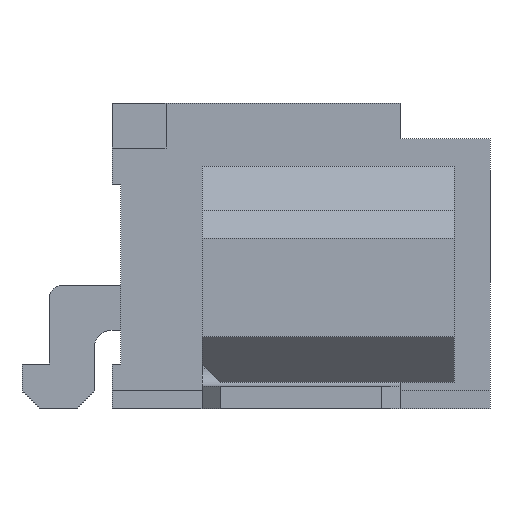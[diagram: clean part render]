
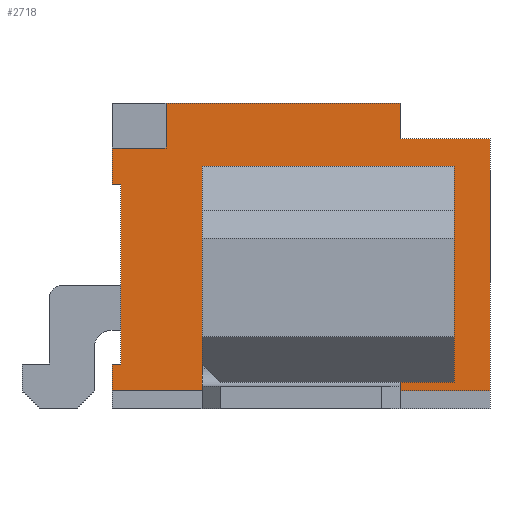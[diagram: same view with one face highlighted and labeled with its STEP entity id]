
A CAD part, left-side view. The second image highlights one B-rep face of the part: STEP entity #2718.
In plain terms, the highlighted planar face has unit normal (-1, 0, 0).
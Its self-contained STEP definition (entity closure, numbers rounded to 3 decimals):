
#270 = VERTEX_POINT('',#271);
#271 = CARTESIAN_POINT('',(-3.375,1.575,0.5));
#277 = EDGE_CURVE('',#278,#270,#280,.T.);
#278 = VERTEX_POINT('',#279);
#279 = CARTESIAN_POINT('',(-3.375,1.575,0.2));
#280 = LINE('',#281,#282);
#281 = CARTESIAN_POINT('',(-3.375,1.575,0.2));
#282 = VECTOR('',#283,1.);
#283 = DIRECTION('',(0.,0.,1.));
#509 = VERTEX_POINT('',#510);
#510 = CARTESIAN_POINT('',(-3.375,1.575,2.9));
#516 = EDGE_CURVE('',#517,#509,#519,.T.);
#517 = VERTEX_POINT('',#518);
#518 = CARTESIAN_POINT('',(-3.375,1.575,2.5));
#519 = LINE('',#520,#521);
#520 = CARTESIAN_POINT('',(-3.375,1.575,2.5));
#521 = VECTOR('',#522,1.);
#522 = DIRECTION('',(0.,0.,1.));
#555 = VERTEX_POINT('',#556);
#556 = CARTESIAN_POINT('',(-3.375,1.475,0.5));
#562 = EDGE_CURVE('',#270,#555,#563,.T.);
#563 = LINE('',#564,#565);
#564 = CARTESIAN_POINT('',(-3.375,1.575,0.5));
#565 = VECTOR('',#566,1.);
#566 = DIRECTION('',(0.,-1.,0.));
#844 = VERTEX_POINT('',#845);
#845 = CARTESIAN_POINT('',(-3.375,0.575,0.3));
#851 = EDGE_CURVE('',#844,#852,#854,.T.);
#852 = VERTEX_POINT('',#853);
#853 = CARTESIAN_POINT('',(-3.375,0.575,2.7));
#854 = LINE('',#855,#856);
#855 = CARTESIAN_POINT('',(-3.375,0.575,0.3));
#856 = VECTOR('',#857,1.);
#857 = DIRECTION('',(0.,0.,1.));
#2611 = EDGE_CURVE('',#2612,#2614,#2616,.T.);
#2612 = VERTEX_POINT('',#2613);
#2613 = CARTESIAN_POINT('',(-3.375,-2.225,0.3));
#2614 = VERTEX_POINT('',#2615);
#2615 = CARTESIAN_POINT('',(-3.375,-2.225,2.7));
#2616 = LINE('',#2617,#2618);
#2617 = CARTESIAN_POINT('',(-3.375,-2.225,0.3));
#2618 = VECTOR('',#2619,1.);
#2619 = DIRECTION('',(0.,0.,1.));
#2718 = ADVANCED_FACE('',(#2719,#2792),#2808,.T.);
#2719 = FACE_BOUND('',#2720,.F.);
#2720 = EDGE_LOOP('',(#2721,#2729,#2737,#2745,#2753,#2761,#2769,#2775,
    #2776,#2777,#2785,#2791));
#2721 = ORIENTED_EDGE('',*,*,#2722,.T.);
#2722 = EDGE_CURVE('',#509,#2723,#2725,.T.);
#2723 = VERTEX_POINT('',#2724);
#2724 = CARTESIAN_POINT('',(-3.375,0.975,2.9));
#2725 = LINE('',#2726,#2727);
#2726 = CARTESIAN_POINT('',(-3.375,1.575,2.9));
#2727 = VECTOR('',#2728,1.);
#2728 = DIRECTION('',(0.,-1.,0.));
#2729 = ORIENTED_EDGE('',*,*,#2730,.F.);
#2730 = EDGE_CURVE('',#2731,#2723,#2733,.T.);
#2731 = VERTEX_POINT('',#2732);
#2732 = CARTESIAN_POINT('',(-3.375,0.975,3.4));
#2733 = LINE('',#2734,#2735);
#2734 = CARTESIAN_POINT('',(-3.375,0.975,3.4));
#2735 = VECTOR('',#2736,1.);
#2736 = DIRECTION('',(0.,0.,-1.));
#2737 = ORIENTED_EDGE('',*,*,#2738,.T.);
#2738 = EDGE_CURVE('',#2731,#2739,#2741,.T.);
#2739 = VERTEX_POINT('',#2740);
#2740 = CARTESIAN_POINT('',(-3.375,-1.625,3.4));
#2741 = LINE('',#2742,#2743);
#2742 = CARTESIAN_POINT('',(-3.375,0.975,3.4));
#2743 = VECTOR('',#2744,1.);
#2744 = DIRECTION('',(0.,-1.,0.));
#2745 = ORIENTED_EDGE('',*,*,#2746,.T.);
#2746 = EDGE_CURVE('',#2739,#2747,#2749,.T.);
#2747 = VERTEX_POINT('',#2748);
#2748 = CARTESIAN_POINT('',(-3.375,-1.625,3.));
#2749 = LINE('',#2750,#2751);
#2750 = CARTESIAN_POINT('',(-3.375,-1.625,3.4));
#2751 = VECTOR('',#2752,1.);
#2752 = DIRECTION('',(0.,0.,-1.));
#2753 = ORIENTED_EDGE('',*,*,#2754,.F.);
#2754 = EDGE_CURVE('',#2755,#2747,#2757,.T.);
#2755 = VERTEX_POINT('',#2756);
#2756 = CARTESIAN_POINT('',(-3.375,-2.625,3.));
#2757 = LINE('',#2758,#2759);
#2758 = CARTESIAN_POINT('',(-3.375,-2.625,3.));
#2759 = VECTOR('',#2760,1.);
#2760 = DIRECTION('',(0.,1.,0.));
#2761 = ORIENTED_EDGE('',*,*,#2762,.F.);
#2762 = EDGE_CURVE('',#2763,#2755,#2765,.T.);
#2763 = VERTEX_POINT('',#2764);
#2764 = CARTESIAN_POINT('',(-3.375,-2.625,0.2));
#2765 = LINE('',#2766,#2767);
#2766 = CARTESIAN_POINT('',(-3.375,-2.625,0.2));
#2767 = VECTOR('',#2768,1.);
#2768 = DIRECTION('',(0.,0.,1.));
#2769 = ORIENTED_EDGE('',*,*,#2770,.F.);
#2770 = EDGE_CURVE('',#278,#2763,#2771,.T.);
#2771 = LINE('',#2772,#2773);
#2772 = CARTESIAN_POINT('',(-3.375,1.575,0.2));
#2773 = VECTOR('',#2774,1.);
#2774 = DIRECTION('',(0.,-1.,0.));
#2775 = ORIENTED_EDGE('',*,*,#277,.T.);
#2776 = ORIENTED_EDGE('',*,*,#562,.T.);
#2777 = ORIENTED_EDGE('',*,*,#2778,.T.);
#2778 = EDGE_CURVE('',#555,#2779,#2781,.T.);
#2779 = VERTEX_POINT('',#2780);
#2780 = CARTESIAN_POINT('',(-3.375,1.475,2.5));
#2781 = LINE('',#2782,#2783);
#2782 = CARTESIAN_POINT('',(-3.375,1.475,0.5));
#2783 = VECTOR('',#2784,1.);
#2784 = DIRECTION('',(0.,0.,1.));
#2785 = ORIENTED_EDGE('',*,*,#2786,.F.);
#2786 = EDGE_CURVE('',#517,#2779,#2787,.T.);
#2787 = LINE('',#2788,#2789);
#2788 = CARTESIAN_POINT('',(-3.375,1.575,2.5));
#2789 = VECTOR('',#2790,1.);
#2790 = DIRECTION('',(0.,-1.,0.));
#2791 = ORIENTED_EDGE('',*,*,#516,.T.);
#2792 = FACE_BOUND('',#2793,.F.);
#2793 = EDGE_LOOP('',(#2794,#2795,#2801,#2802));
#2794 = ORIENTED_EDGE('',*,*,#851,.F.);
#2795 = ORIENTED_EDGE('',*,*,#2796,.F.);
#2796 = EDGE_CURVE('',#2612,#844,#2797,.T.);
#2797 = LINE('',#2798,#2799);
#2798 = CARTESIAN_POINT('',(-3.375,-2.225,0.3));
#2799 = VECTOR('',#2800,1.);
#2800 = DIRECTION('',(0.,1.,0.));
#2801 = ORIENTED_EDGE('',*,*,#2611,.T.);
#2802 = ORIENTED_EDGE('',*,*,#2803,.T.);
#2803 = EDGE_CURVE('',#2614,#852,#2804,.T.);
#2804 = LINE('',#2805,#2806);
#2805 = CARTESIAN_POINT('',(-3.375,-2.225,2.7));
#2806 = VECTOR('',#2807,1.);
#2807 = DIRECTION('',(0.,1.,0.));
#2808 = PLANE('',#2809);
#2809 = AXIS2_PLACEMENT_3D('',#2810,#2811,#2812);
#2810 = CARTESIAN_POINT('',(-3.375,1.575,0.));
#2811 = DIRECTION('',(-1.,0.,0.));
#2812 = DIRECTION('',(0.,-1.,0.));
